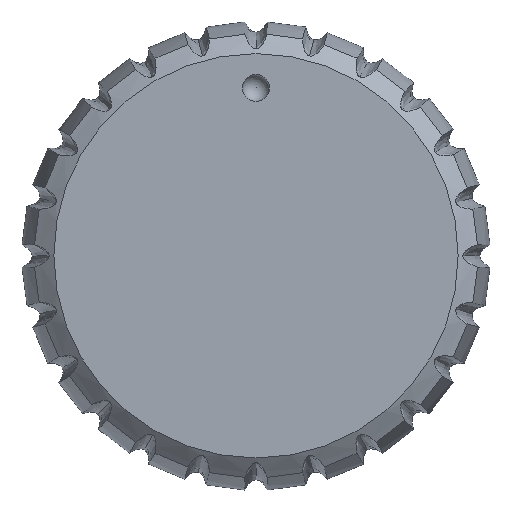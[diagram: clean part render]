
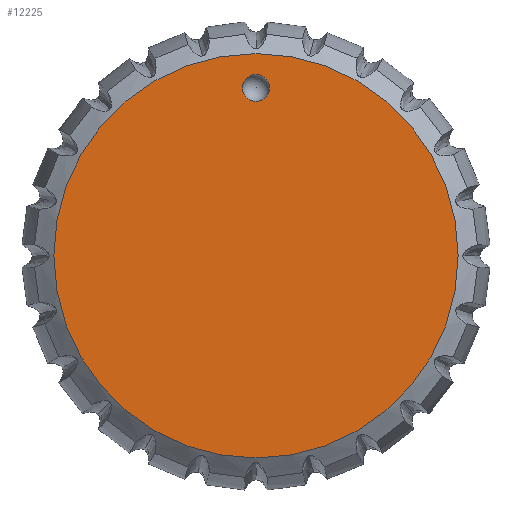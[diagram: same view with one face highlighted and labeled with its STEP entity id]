
A CAD part, top view. The second image highlights one B-rep face of the part: STEP entity #12225.
In plain terms, the highlighted planar face has unit normal (0, 0, 1).
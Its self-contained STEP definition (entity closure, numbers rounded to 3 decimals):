
#12133 = EDGE_CURVE('',#12134,#12134,#12136,.T.);
#12134 = VERTEX_POINT('',#12135);
#12135 = CARTESIAN_POINT('',(0.,11.2,12.));
#12136 = CIRCLE('',#12137,11.2);
#12137 = AXIS2_PLACEMENT_3D('',#12138,#12139,#12140);
#12138 = CARTESIAN_POINT('',(0.,0.,12.));
#12139 = DIRECTION('',(0.,0.,1.));
#12140 = DIRECTION('',(0.,1.,0.));
#12225 = ADVANCED_FACE('',(#12226,#12229),#12240,.F.);
#12226 = FACE_BOUND('',#12227,.F.);
#12227 = EDGE_LOOP('',(#12228));
#12228 = ORIENTED_EDGE('',*,*,#12133,.F.);
#12229 = FACE_BOUND('',#12230,.F.);
#12230 = EDGE_LOOP('',(#12231));
#12231 = ORIENTED_EDGE('',*,*,#12232,.T.);
#12232 = EDGE_CURVE('',#12233,#12233,#12235,.T.);
#12233 = VERTEX_POINT('',#12234);
#12234 = CARTESIAN_POINT('',(0.75,9.3,12.));
#12235 = CIRCLE('',#12236,0.75);
#12236 = AXIS2_PLACEMENT_3D('',#12237,#12238,#12239);
#12237 = CARTESIAN_POINT('',(0.,9.3,12.));
#12238 = DIRECTION('',(0.,0.,1.));
#12239 = DIRECTION('',(1.,0.,0.));
#12240 = PLANE('',#12241);
#12241 = AXIS2_PLACEMENT_3D('',#12242,#12243,#12244);
#12242 = CARTESIAN_POINT('',(0.,0.,12.));
#12243 = DIRECTION('',(0.,0.,-1.));
#12244 = DIRECTION('',(1.,0.,0.));
